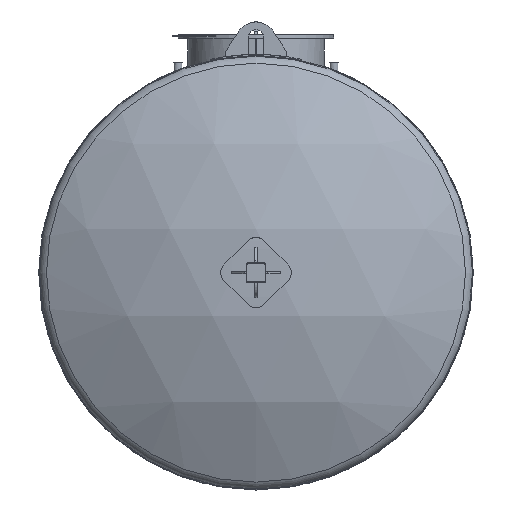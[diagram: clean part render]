
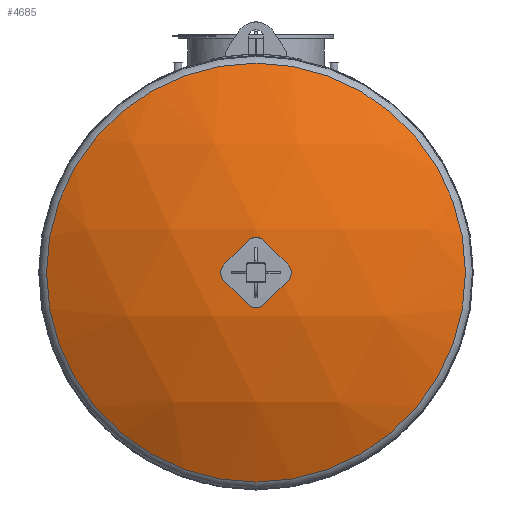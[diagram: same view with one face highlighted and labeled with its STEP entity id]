
A CAD part, left-side view. The second image highlights one B-rep face of the part: STEP entity #4685.
In plain terms, the highlighted spherical face has radius 2011 mm.
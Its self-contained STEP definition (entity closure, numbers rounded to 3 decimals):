
#35=SPHERICAL_SURFACE('',#5184,2011.);
#1292=FACE_OUTER_BOUND('',#1550,.T.);
#1550=EDGE_LOOP('',(#3771));
#1750=CIRCLE('',#5182,967.72);
#2146=VERTEX_POINT('',#8721);
#2784=EDGE_CURVE('',#2146,#2146,#1750,.T.);
#3771=ORIENTED_EDGE('',*,*,#2784,.T.);
#4685=ADVANCED_FACE('',(#1292),#35,.T.);
#5182=AXIS2_PLACEMENT_3D('',#8722,#6248,#6249);
#5184=AXIS2_PLACEMENT_3D('',#8724,#6252,#6253);
#6248=DIRECTION('center_axis',(-1.,0.,0.));
#6249=DIRECTION('ref_axis',(0.,-1.,0.));
#6252=DIRECTION('center_axis',(0.,0.,1.));
#6253=DIRECTION('ref_axis',(0.,-1.,0.));
#8721=CARTESIAN_POINT('',(-86.804,0.,967.72));
#8722=CARTESIAN_POINT('Origin',(-86.804,0.,
0.));
#8724=CARTESIAN_POINT('Origin',(1676.046,0.,
0.));
